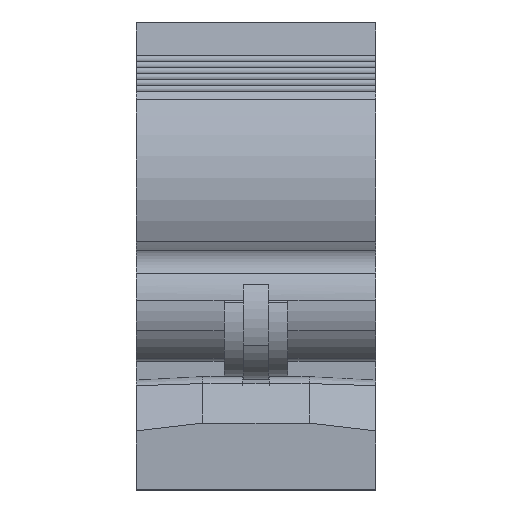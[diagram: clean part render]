
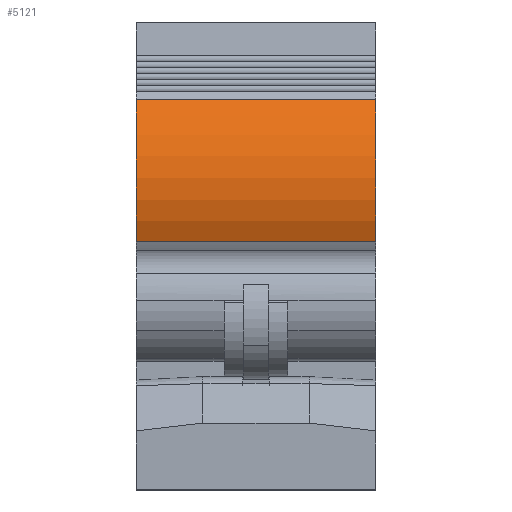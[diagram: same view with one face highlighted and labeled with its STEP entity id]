
A CAD part, top view. The second image highlights one B-rep face of the part: STEP entity #5121.
In plain terms, the highlighted cylindrical face has radius 19 mm (diameter 38 mm), a partial arc.
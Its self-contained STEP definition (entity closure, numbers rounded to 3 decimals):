
#1621 = EDGE_CURVE ( 'NONE', #6088, #6090, #7876, .T. ) ;
#1731 = EDGE_CURVE ( 'NONE', #6164, #6088, #11087, .T. ) ;
#1732 = EDGE_CURVE ( 'NONE', #6164, #6165, #7918, .T. ) ;
#1733 = EDGE_CURVE ( 'NONE', #6165, #6090, #11095, .T. ) ;
#1833 = ORIENTED_EDGE ( 'NONE', *, *, #1732, .T. ) ;
#1835 = ORIENTED_EDGE ( 'NONE', *, *, #1621, .F. ) ;
#1836 = ORIENTED_EDGE ( 'NONE', *, *, #1731, .F. ) ;
#1837 = ORIENTED_EDGE ( 'NONE', *, *, #1733, .T. ) ;
#5121 = ADVANCED_FACE ( 'NONE', ( #18863 ), #18864, .T. ) ;
#6088 = VERTEX_POINT ( 'NONE', #23133 ) ;
#6090 = VERTEX_POINT ( 'NONE', #23135 ) ;
#6164 = VERTEX_POINT ( 'NONE', #23209 ) ;
#6165 = VERTEX_POINT ( 'NONE', #23210 ) ;
#6210 = EDGE_LOOP ( 'NONE', ( #1835, #1836, #1833, #1837 ) ) ;
#7876 = LINE ( 'NONE', #11494, #10915 ) ;
#7918 = LINE ( 'NONE', #11785, #11096 ) ;
#10915 = VECTOR ( 'NONE', #11495, 1000. ) ;
#11087 = CIRCLE ( 'NONE', #11094, 19. ) ;
#11094 = AXIS2_PLACEMENT_3D ( 'NONE', #11782, #11783, #11784 ) ;
#11095 = CIRCLE ( 'NONE', #11097, 19. ) ;
#11096 = VECTOR ( 'NONE', #11786, 1000. ) ;
#11097 = AXIS2_PLACEMENT_3D ( 'NONE', #11787, #11788, #11789 ) ;
#11494 = CARTESIAN_POINT ( 'NONE',  ( 0., 37.274, -0.175 ) ) ;
#11495 = DIRECTION ( 'NONE',  ( -1., 0., 0. ) ) ;
#11782 = CARTESIAN_POINT ( 'NONE',  ( 0., 45.352, -17.372 ) ) ;
#11783 = DIRECTION ( 'NONE',  ( 1., 0., 0. ) ) ;
#11784 = DIRECTION ( 'NONE',  ( 0., 0.425, -0.905 ) ) ;
#11785 = CARTESIAN_POINT ( 'NONE',  ( 0., 58.719, -3.869 ) ) ;
#11786 = DIRECTION ( 'NONE',  ( -1., 0., 0. ) ) ;
#11787 = CARTESIAN_POINT ( 'NONE',  ( -36., 45.352, -17.372 ) ) ;
#11788 = DIRECTION ( 'NONE',  ( 1., 0., 0. ) ) ;
#11789 = DIRECTION ( 'NONE',  ( 0., 0.425, -0.905 ) ) ;
#13987 = AXIS2_PLACEMENT_3D ( 'NONE', #18141, #18142, #18143 ) ;
#18141 = CARTESIAN_POINT ( 'NONE',  ( 0., 45.352, -17.372 ) ) ;
#18142 = DIRECTION ( 'NONE',  ( -1., 0., 0. ) ) ;
#18143 = DIRECTION ( 'NONE',  ( 0., -0.425, 0.905 ) ) ;
#18863 = FACE_OUTER_BOUND ( 'NONE', #6210, .T. ) ;
#18864 = CYLINDRICAL_SURFACE ( 'NONE', #13987, 19. ) ;
#23133 = CARTESIAN_POINT ( 'NONE',  ( 0., 37.274, -0.175 ) ) ;
#23135 = CARTESIAN_POINT ( 'NONE',  ( -36., 37.274, -0.175 ) ) ;
#23209 = CARTESIAN_POINT ( 'NONE',  ( 0., 58.719, -3.869 ) ) ;
#23210 = CARTESIAN_POINT ( 'NONE',  ( -36., 58.719, -3.869 ) ) ;
